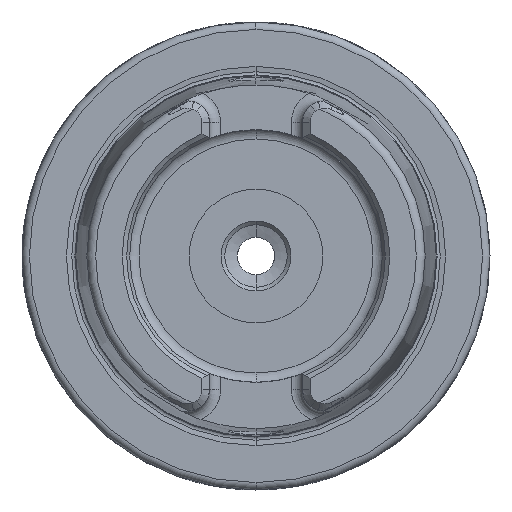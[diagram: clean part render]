
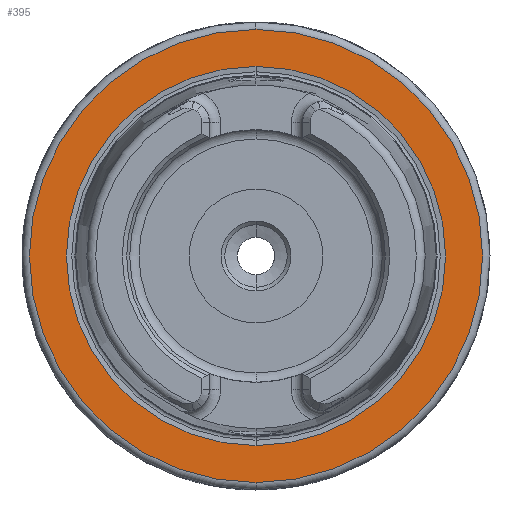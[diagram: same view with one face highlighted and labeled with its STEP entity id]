
A CAD part, left-side view. The second image highlights one B-rep face of the part: STEP entity #395.
In plain terms, the highlighted planar face has unit normal (-1, 0, 0).
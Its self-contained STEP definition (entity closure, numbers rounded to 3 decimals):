
#45 = EDGE_CURVE ( 'NONE', #589, #4396, #2972, .T. ) ;
#243 = EDGE_CURVE ( 'NONE', #3968, #6839, #2660, .T. ) ;
#395 = ADVANCED_FACE ( 'NONE', ( #2527, #2400 ), #2502, .F. ) ;
#589 = VERTEX_POINT ( 'NONE', #5368 ) ;
#834 = AXIS2_PLACEMENT_3D ( 'NONE', #2732, #2338, #2296 ) ;
#957 = CIRCLE ( 'NONE', #7905, 25.521 ) ;
#973 = CARTESIAN_POINT ( 'NONE',  ( -64., 0., -30.5 ) ) ;
#1080 = CIRCLE ( 'NONE', #8148, 30.5 ) ;
#1157 = AXIS2_PLACEMENT_3D ( 'NONE', #4269, #4247, #4239 ) ;
#1440 = AXIS2_PLACEMENT_3D ( 'NONE', #6016, #5981, #5949 ) ;
#1700 = DIRECTION ( 'NONE',  ( 1., 0., 0. ) ) ;
#2296 = DIRECTION ( 'NONE',  ( 0., 0., -1. ) ) ;
#2321 = DIRECTION ( 'NONE',  ( -1., 0., 0. ) ) ;
#2338 = DIRECTION ( 'NONE',  ( 1., 0., 0. ) ) ;
#2400 = FACE_BOUND ( 'NONE', #4555, .T. ) ;
#2463 = CARTESIAN_POINT ( 'NONE',  ( -64., 0., 30.5 ) ) ;
#2502 = PLANE ( 'NONE',  #834 ) ;
#2527 = FACE_OUTER_BOUND ( 'NONE', #4345, .T. ) ;
#2660 = CIRCLE ( 'NONE', #1157, 30.5 ) ;
#2732 = CARTESIAN_POINT ( 'NONE',  ( -64., 31.5, 0. ) ) ;
#2972 = CIRCLE ( 'NONE', #1440, 25.521 ) ;
#3968 = VERTEX_POINT ( 'NONE', #2463 ) ;
#4239 = DIRECTION ( 'NONE',  ( 0., 0., -1. ) ) ;
#4247 = DIRECTION ( 'NONE',  ( -1., 0., 0. ) ) ;
#4269 = CARTESIAN_POINT ( 'NONE',  ( -64., 0., 0. ) ) ;
#4345 = EDGE_LOOP ( 'NONE', ( #5007, #8021 ) ) ;
#4396 = VERTEX_POINT ( 'NONE', #4499 ) ;
#4499 = CARTESIAN_POINT ( 'NONE',  ( -64., 0., -25.521 ) ) ;
#4555 = EDGE_LOOP ( 'NONE', ( #5138, #6315 ) ) ;
#5007 = ORIENTED_EDGE ( 'NONE', *, *, #8579, .T. ) ;
#5138 = ORIENTED_EDGE ( 'NONE', *, *, #45, .T. ) ;
#5368 = CARTESIAN_POINT ( 'NONE',  ( -64., 0., 25.521 ) ) ;
#5921 = CARTESIAN_POINT ( 'NONE',  ( -64., 0., 0. ) ) ;
#5949 = DIRECTION ( 'NONE',  ( 0., 0., -1. ) ) ;
#5981 = DIRECTION ( 'NONE',  ( 1., 0., 0. ) ) ;
#6016 = CARTESIAN_POINT ( 'NONE',  ( -64., 0., 0. ) ) ;
#6315 = ORIENTED_EDGE ( 'NONE', *, *, #8612, .T. ) ;
#6584 = CARTESIAN_POINT ( 'NONE',  ( -64., 0., 0. ) ) ;
#6655 = DIRECTION ( 'NONE',  ( 0., 0., -1. ) ) ;
#6839 = VERTEX_POINT ( 'NONE', #973 ) ;
#7306 = DIRECTION ( 'NONE',  ( 0., 0., -1. ) ) ;
#7905 = AXIS2_PLACEMENT_3D ( 'NONE', #5921, #1700, #6655 ) ;
#8021 = ORIENTED_EDGE ( 'NONE', *, *, #243, .T. ) ;
#8148 = AXIS2_PLACEMENT_3D ( 'NONE', #6584, #2321, #7306 ) ;
#8579 = EDGE_CURVE ( 'NONE', #6839, #3968, #1080, .T. ) ;
#8612 = EDGE_CURVE ( 'NONE', #4396, #589, #957, .T. ) ;
